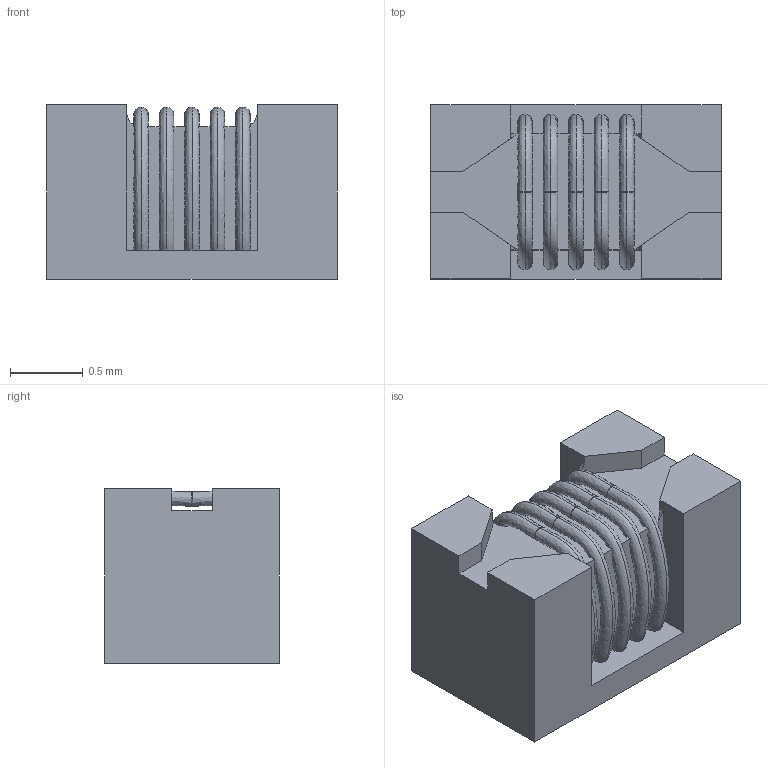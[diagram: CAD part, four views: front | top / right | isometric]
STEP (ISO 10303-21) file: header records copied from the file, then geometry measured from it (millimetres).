
FILE_DESCRIPTION((''),'2;1');
FILE_NAME('SRF2012AA','2015-07-30T',('brandonc'),('Bourns, Inc.'),'PRO/ENGINEER BY PARAMETRIC TECHNOLOGY CORPORATION, 2012230','PRO/ENGINEER BY PARAMETRIC TECHNOLOGY CORPORATION, 2012230','');
FILE_SCHEMA(('CONFIG_CONTROL_DESIGN'));
Length unit declared in the file: millimetre
Products named in the file (1): SRF2012AA
Bounding box: 2 x 1.2 x 1.2 mm (x, y, z)
Volume: 2.4 mm3; surface area: 16.6 mm2
Topology: 1 solids, 1 shells, 80 faces, 304 edges, 196 vertices
Faces by surface type: bspline 40, plane 36, cylinder 4
Entity records: 18829 total; most frequent: CARTESIAN_POINT 16637, ORIENTED_EDGE 608, EDGE_CURVE 304, DIRECTION 269, VERTEX_POINT 196, B_SPLINE_CURVE_WITH_KNOTS 159, VECTOR 101, LINE 101
